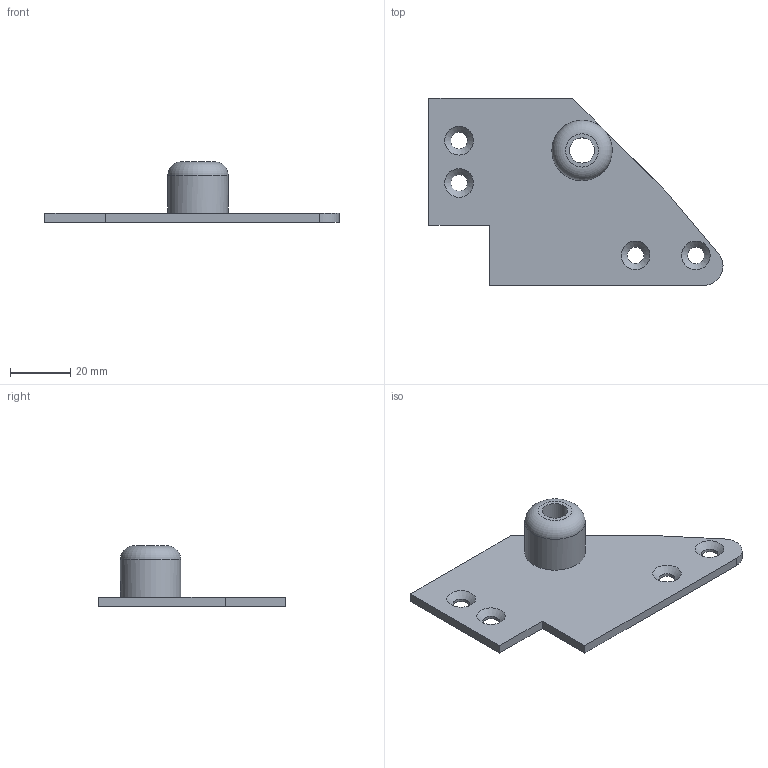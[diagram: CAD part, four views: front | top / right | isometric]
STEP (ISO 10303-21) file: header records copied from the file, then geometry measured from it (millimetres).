
FILE_DESCRIPTION(/* description */ (''),/* implementation_level */ '2;1');
FILE_NAME(/* name */ 'Linear Rod Bracket - B.step',/* time_stamp */ '2021-09-26T12:17:37-04:00',/* author */ (''),/* organization */ (''),/* preprocessor_version */ 'ST-DEVELOPER v18.1',/* originating_system */ 'Autodesk Translation Framework v10.10.0.1391',/* authorisation */ '');
FILE_SCHEMA (('AUTOMOTIVE_DESIGN { 1 0 10303 214 3 1 1 }'));
Length unit declared in the file: millimetre
Products named in the file (2): Linear Rod Bracket - B; Linear Rod Bracket -BA v1(Mirror)
Assembly tree (1 placements, depth 2):
  Linear Rod Bracket - B
    Linear Rod Bracket -BA v1(Mirror)
Bounding box: 97.51 x 62 x 20 mm (x, y, z)
Volume: 16489 mm3; surface area: 10861.7 mm2
Topology: 1 solids, 1 shells, 23 faces, 56 edges, 35 vertices
Faces by surface type: plane 10, cylinder 7, cone 5, torus 1
Full cylindrical faces by diameter (mm): 5.5 x4, 8.35 x1, 20 x1
Entity records: 749 total; most frequent: DIRECTION 130, CARTESIAN_POINT 117, ORIENTED_EDGE 112, EDGE_CURVE 56, AXIS2_PLACEMENT_3D 48, VERTEX_POINT 35, LINE 34, VECTOR 34
